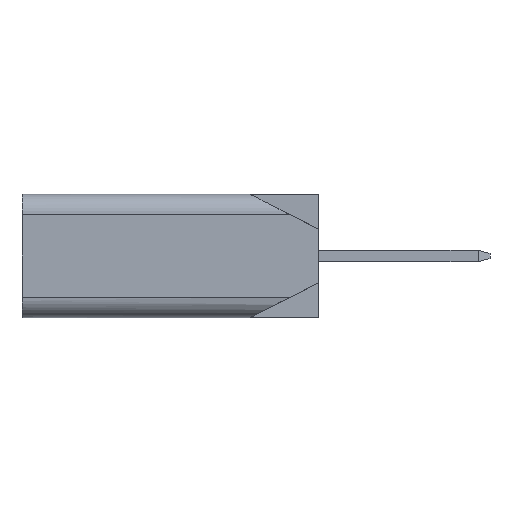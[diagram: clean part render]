
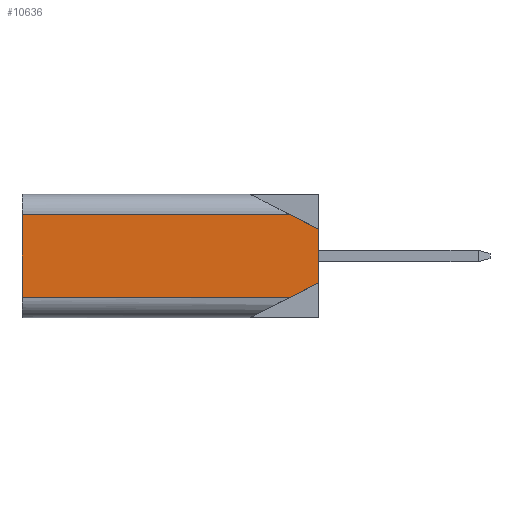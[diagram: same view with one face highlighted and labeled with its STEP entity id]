
A CAD part, left-side view. The second image highlights one B-rep face of the part: STEP entity #10636.
In plain terms, the highlighted planar face has unit normal (-1, 0, 0).
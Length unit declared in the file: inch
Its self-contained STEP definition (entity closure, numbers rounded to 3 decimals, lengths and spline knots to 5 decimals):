
#259 = CARTESIAN_POINT ( 'NONE',  ( -2.44678, -0.50955, -0.17717 ) ) ;
#420 = VECTOR ( 'NONE', #5582, 39.37008 ) ;
#688 = CARTESIAN_POINT ( 'NONE',  ( -2.44678, -1.31938, -0.09754 ) ) ;
#1319 = EDGE_CURVE ( 'NONE', #3698, #18772, #1627, .T. ) ;
#1627 = LINE ( 'NONE', #18869, #16579 ) ;
#2334 = LINE ( 'NONE', #14068, #420 ) ;
#2700 = DIRECTION ( 'NONE',  ( 0., -1., 0. ) ) ;
#2816 = VECTOR ( 'NONE', #11909, 39.37008 ) ;
#2862 = VERTEX_POINT ( 'NONE', #16807 ) ;
#3698 = VERTEX_POINT ( 'NONE', #8368 ) ;
#4438 = CARTESIAN_POINT ( 'NONE',  ( -2.44678, -0.50955, 0.11811 ) ) ;
#4931 = ORIENTED_EDGE ( 'NONE', *, *, #8162, .F. ) ;
#5184 = FACE_OUTER_BOUND ( 'NONE', #17759, .T. ) ;
#5582 = DIRECTION ( 'NONE',  ( 0., 0., 1. ) ) ;
#5649 = VERTEX_POINT ( 'NONE', #8973 ) ;
#6059 = CARTESIAN_POINT ( 'NONE',  ( -2.44678, -1.35995, -0.17717 ) ) ;
#7575 = CARTESIAN_POINT ( 'NONE',  ( -2.44678, -1.35995, -0.07687 ) ) ;
#8162 = EDGE_CURVE ( 'NONE', #2862, #15747, #8403, .T. ) ;
#8292 = VERTEX_POINT ( 'NONE', #7575 ) ;
#8368 = CARTESIAN_POINT ( 'NONE',  ( -2.44678, -0.50955, -0.11811 ) ) ;
#8403 = LINE ( 'NONE', #22106, #2816 ) ;
#8637 = LINE ( 'NONE', #4438, #9975 ) ;
#8973 = CARTESIAN_POINT ( 'NONE',  ( -2.44678, -0.50955, 0.11811 ) ) ;
#9015 = DIRECTION ( 'NONE',  ( 0., 0., 1. ) ) ;
#9803 = EDGE_CURVE ( 'NONE', #8292, #15747, #2334, .T. ) ;
#9975 = VECTOR ( 'NONE', #19756, 39.37008 ) ;
#9987 = EDGE_CURVE ( 'NONE', #8292, #18772, #17509, .T. ) ;
#10636 = ADVANCED_FACE ( 'NONE', ( #5184 ), #14469, .T. ) ;
#10779 = LINE ( 'NONE', #259, #18757 ) ;
#11306 = ORIENTED_EDGE ( 'NONE', *, *, #21312, .T. ) ;
#11909 = DIRECTION ( 'NONE',  ( 0., -0.891, -0.454 ) ) ;
#12035 = DIRECTION ( 'NONE',  ( 0., -1., 0. ) ) ;
#12778 = DIRECTION ( 'NONE',  ( 0., 0.891, -0.454 ) ) ;
#14068 = CARTESIAN_POINT ( 'NONE',  ( -2.44678, -1.35995, -0.17717 ) ) ;
#14469 = PLANE ( 'NONE',  #19659 ) ;
#15010 = ORIENTED_EDGE ( 'NONE', *, *, #9803, .T. ) ;
#15747 = VERTEX_POINT ( 'NONE', #16786 ) ;
#16182 = DIRECTION ( 'NONE',  ( -1., 0., 0. ) ) ;
#16514 = ORIENTED_EDGE ( 'NONE', *, *, #9987, .F. ) ;
#16544 = CARTESIAN_POINT ( 'NONE',  ( -2.44678, -1.279, -0.11811 ) ) ;
#16579 = VECTOR ( 'NONE', #12035, 39.37008 ) ;
#16786 = CARTESIAN_POINT ( 'NONE',  ( -2.44678, -1.35995, 0.07687 ) ) ;
#16807 = CARTESIAN_POINT ( 'NONE',  ( -2.44678, -1.279, 0.11811 ) ) ;
#17134 = ORIENTED_EDGE ( 'NONE', *, *, #17217, .F. ) ;
#17217 = EDGE_CURVE ( 'NONE', #3698, #5649, #10779, .T. ) ;
#17509 = LINE ( 'NONE', #688, #20962 ) ;
#17759 = EDGE_LOOP ( 'NONE', ( #16514, #15010, #4931, #11306, #17134, #18232 ) ) ;
#18232 = ORIENTED_EDGE ( 'NONE', *, *, #1319, .T. ) ;
#18757 = VECTOR ( 'NONE', #9015, 39.37008 ) ;
#18772 = VERTEX_POINT ( 'NONE', #16544 ) ;
#18869 = CARTESIAN_POINT ( 'NONE',  ( -2.44678, -1.35995, -0.11811 ) ) ;
#19659 = AXIS2_PLACEMENT_3D ( 'NONE', #6059, #16182, #2700 ) ;
#19756 = DIRECTION ( 'NONE',  ( 0., 1., 0. ) ) ;
#20962 = VECTOR ( 'NONE', #12778, 39.37008 ) ;
#21312 = EDGE_CURVE ( 'NONE', #2862, #5649, #8637, .T. ) ;
#22106 = CARTESIAN_POINT ( 'NONE',  ( -2.44678, -1.46271, 0.02451 ) ) ;
